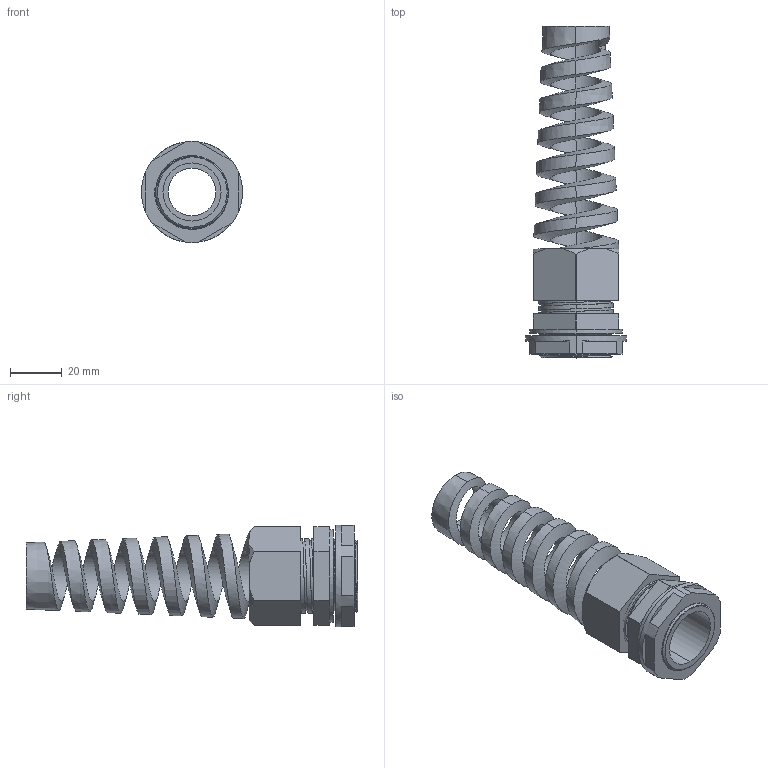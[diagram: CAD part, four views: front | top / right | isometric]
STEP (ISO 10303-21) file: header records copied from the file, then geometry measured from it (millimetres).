
FILE_DESCRIPTION (( 'STEP AP203' ), '1' );
FILE_NAME ('BSSPX-26-W.step', '2016-02-11T13:32:09', ( '' ), ( '' ), 'SwSTEP 2.0', 'SolidWorks 2015', '' );
FILE_SCHEMA (( 'CONFIG_CONTROL_DESIGN' ));
Length unit declared in the file: millimetre
Products named in the file (1): BSSPX-26-W
Bounding box: 39 x 128 x 39 mm (x, y, z)
Volume: 38467.9 mm3; surface area: 33620.6 mm2
Topology: 5 solids, 5 shells, 239 faces, 676 edges, 449 vertices
Faces by surface type: plane 105, cylinder 95, cone 23, bspline 14, torus 2
Entity records: 15357 total; most frequent: CARTESIAN_POINT 9503, ORIENTED_EDGE 1352, DIRECTION 1090, EDGE_CURVE 676, VERTEX_POINT 449, AXIS2_PLACEMENT_3D 396, VECTOR 298, LINE 298
